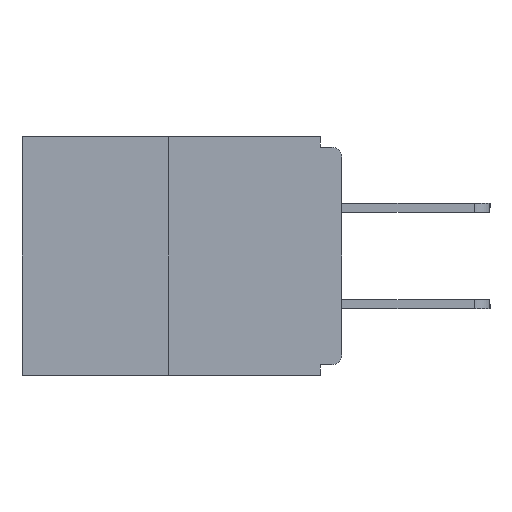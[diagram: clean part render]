
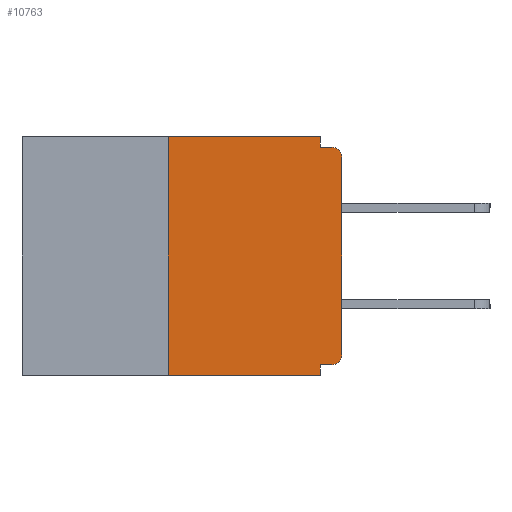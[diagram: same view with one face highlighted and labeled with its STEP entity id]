
A CAD part, left-side view. The second image highlights one B-rep face of the part: STEP entity #10763.
In plain terms, the highlighted planar face has unit normal (-1, 0, 0).
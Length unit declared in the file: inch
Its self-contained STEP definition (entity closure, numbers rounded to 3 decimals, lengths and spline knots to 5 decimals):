
#205 = VERTEX_POINT ( 'NONE', #2511 ) ;
#361 = PLANE ( 'NONE',  #9342 ) ;
#416 = CARTESIAN_POINT ( 'NONE',  ( 0., 0.46, 0. ) ) ;
#470 = LINE ( 'NONE', #3625, #14414 ) ;
#657 = CARTESIAN_POINT ( 'NONE',  ( 0., 0.031, -0.343 ) ) ;
#749 = DIRECTION ( 'NONE',  ( 0., 0., -1. ) ) ;
#1105 = CARTESIAN_POINT ( 'NONE',  ( 0., 0.015, -0.313 ) ) ;
#1209 = CARTESIAN_POINT ( 'NONE',  ( 0., 0.25, 0. ) ) ;
#1269 = CARTESIAN_POINT ( 'NONE',  ( 0., 0.46, -0.343 ) ) ;
#1378 = VECTOR ( 'NONE', #15389, 39.37008 ) ;
#1657 = EDGE_CURVE ( 'NONE', #5971, #3026, #470, .T. ) ;
#2511 = CARTESIAN_POINT ( 'NONE',  ( 0., 0.015, -0.328 ) ) ;
#2700 = EDGE_CURVE ( 'NONE', #12250, #8612, #7789, .T. ) ;
#2745 = VECTOR ( 'NONE', #7379, 39.37008 ) ;
#2841 = ORIENTED_EDGE ( 'NONE', *, *, #6811, .T. ) ;
#3026 = VERTEX_POINT ( 'NONE', #1209 ) ;
#3081 = DIRECTION ( 'NONE',  ( 1., 0., 0. ) ) ;
#3420 = VERTEX_POINT ( 'NONE', #4811 ) ;
#3625 = CARTESIAN_POINT ( 'NONE',  ( 0., 0.25, 0. ) ) ;
#3814 = CARTESIAN_POINT ( 'NONE',  ( 0., 0., -0.03 ) ) ;
#4811 = CARTESIAN_POINT ( 'NONE',  ( 0., 0., -0.313 ) ) ;
#5172 = CARTESIAN_POINT ( 'NONE',  ( 0., 0., 0. ) ) ;
#5254 = LINE ( 'NONE', #13056, #2745 ) ;
#5671 = FACE_OUTER_BOUND ( 'NONE', #5977, .T. ) ;
#5714 = EDGE_CURVE ( 'NONE', #5971, #10109, #9868, .T. ) ;
#5814 = VERTEX_POINT ( 'NONE', #8119 ) ;
#5971 = VERTEX_POINT ( 'NONE', #8644 ) ;
#5977 = EDGE_LOOP ( 'NONE', ( #17314, #13178, #14533, #10713, #8489, #8902, #6414, #2841, #13687, #14845 ) ) ;
#6058 = CARTESIAN_POINT ( 'NONE',  ( 0., 0.015, -0.03 ) ) ;
#6126 = AXIS2_PLACEMENT_3D ( 'NONE', #1105, #17178, #7761 ) ;
#6153 = LINE ( 'NONE', #5172, #8275 ) ;
#6198 = LINE ( 'NONE', #416, #15282 ) ;
#6280 = VECTOR ( 'NONE', #16285, 39.37008 ) ;
#6414 = ORIENTED_EDGE ( 'NONE', *, *, #8648, .T. ) ;
#6811 = EDGE_CURVE ( 'NONE', #7044, #8612, #12376, .T. ) ;
#6848 = EDGE_CURVE ( 'NONE', #5814, #10109, #7079, .T. ) ;
#7044 = VERTEX_POINT ( 'NONE', #3814 ) ;
#7079 = LINE ( 'NONE', #10059, #1378 ) ;
#7379 = DIRECTION ( 'NONE',  ( 0., 0., -1. ) ) ;
#7761 = DIRECTION ( 'NONE',  ( 0., 0., -1. ) ) ;
#7789 = LINE ( 'NONE', #16878, #9506 ) ;
#7815 = CARTESIAN_POINT ( 'NONE',  ( 0., 0.031, 0. ) ) ;
#7988 = EDGE_CURVE ( 'NONE', #3026, #11047, #6198, .T. ) ;
#8031 = CARTESIAN_POINT ( 'NONE',  ( 0., 0.015, -0.015 ) ) ;
#8073 = EDGE_CURVE ( 'NONE', #205, #3420, #9584, .T. ) ;
#8119 = CARTESIAN_POINT ( 'NONE',  ( 0., 0.031, -0.328 ) ) ;
#8275 = VECTOR ( 'NONE', #14672, 39.37008 ) ;
#8489 = ORIENTED_EDGE ( 'NONE', *, *, #13468, .F. ) ;
#8595 = DIRECTION ( 'NONE',  ( -1., 0., 0. ) ) ;
#8612 = VERTEX_POINT ( 'NONE', #8031 ) ;
#8615 = DIRECTION ( 'NONE',  ( 0., -1., 0. ) ) ;
#8644 = CARTESIAN_POINT ( 'NONE',  ( 0., 0.25, -0.343 ) ) ;
#8648 = EDGE_CURVE ( 'NONE', #3420, #7044, #6153, .T. ) ;
#8902 = ORIENTED_EDGE ( 'NONE', *, *, #8073, .T. ) ;
#9342 = AXIS2_PLACEMENT_3D ( 'NONE', #12620, #3081, #15124 ) ;
#9506 = VECTOR ( 'NONE', #16771, 39.37008 ) ;
#9584 = CIRCLE ( 'NONE', #6126, 0.015 ) ;
#9588 = CARTESIAN_POINT ( 'NONE',  ( 0., 0.031, -0.015 ) ) ;
#9868 = LINE ( 'NONE', #1269, #6280 ) ;
#10059 = CARTESIAN_POINT ( 'NONE',  ( 0., 0.031, -0.343 ) ) ;
#10109 = VERTEX_POINT ( 'NONE', #657 ) ;
#10115 = EDGE_CURVE ( 'NONE', #11047, #12250, #5254, .T. ) ;
#10713 = ORIENTED_EDGE ( 'NONE', *, *, #6848, .F. ) ;
#10763 = ADVANCED_FACE ( 'NONE', ( #5671 ), #361, .F. ) ;
#11047 = VERTEX_POINT ( 'NONE', #7815 ) ;
#12250 = VERTEX_POINT ( 'NONE', #9588 ) ;
#12376 = CIRCLE ( 'NONE', #14158, 0.015 ) ;
#12536 = VECTOR ( 'NONE', #16467, 39.37008 ) ;
#12620 = CARTESIAN_POINT ( 'NONE',  ( 0., 0.46, 0. ) ) ;
#13056 = CARTESIAN_POINT ( 'NONE',  ( 0., 0.031, 0. ) ) ;
#13068 = DIRECTION ( 'NONE',  ( 0., 0., 1. ) ) ;
#13178 = ORIENTED_EDGE ( 'NONE', *, *, #1657, .F. ) ;
#13386 = LINE ( 'NONE', #16584, #12536 ) ;
#13468 = EDGE_CURVE ( 'NONE', #205, #5814, #13386, .T. ) ;
#13687 = ORIENTED_EDGE ( 'NONE', *, *, #2700, .F. ) ;
#14158 = AXIS2_PLACEMENT_3D ( 'NONE', #6058, #8595, #749 ) ;
#14414 = VECTOR ( 'NONE', #13068, 39.37008 ) ;
#14533 = ORIENTED_EDGE ( 'NONE', *, *, #5714, .T. ) ;
#14672 = DIRECTION ( 'NONE',  ( 0., 0., 1. ) ) ;
#14845 = ORIENTED_EDGE ( 'NONE', *, *, #10115, .F. ) ;
#15124 = DIRECTION ( 'NONE',  ( 0., 0., -1. ) ) ;
#15282 = VECTOR ( 'NONE', #8615, 39.37008 ) ;
#15389 = DIRECTION ( 'NONE',  ( 0., 0., -1. ) ) ;
#16285 = DIRECTION ( 'NONE',  ( 0., -1., 0. ) ) ;
#16467 = DIRECTION ( 'NONE',  ( 0., 1., 0. ) ) ;
#16584 = CARTESIAN_POINT ( 'NONE',  ( 0., 0., -0.328 ) ) ;
#16771 = DIRECTION ( 'NONE',  ( 0., -1., 0. ) ) ;
#16878 = CARTESIAN_POINT ( 'NONE',  ( 0., 0., -0.015 ) ) ;
#17178 = DIRECTION ( 'NONE',  ( -1., 0., 0. ) ) ;
#17314 = ORIENTED_EDGE ( 'NONE', *, *, #7988, .F. ) ;
